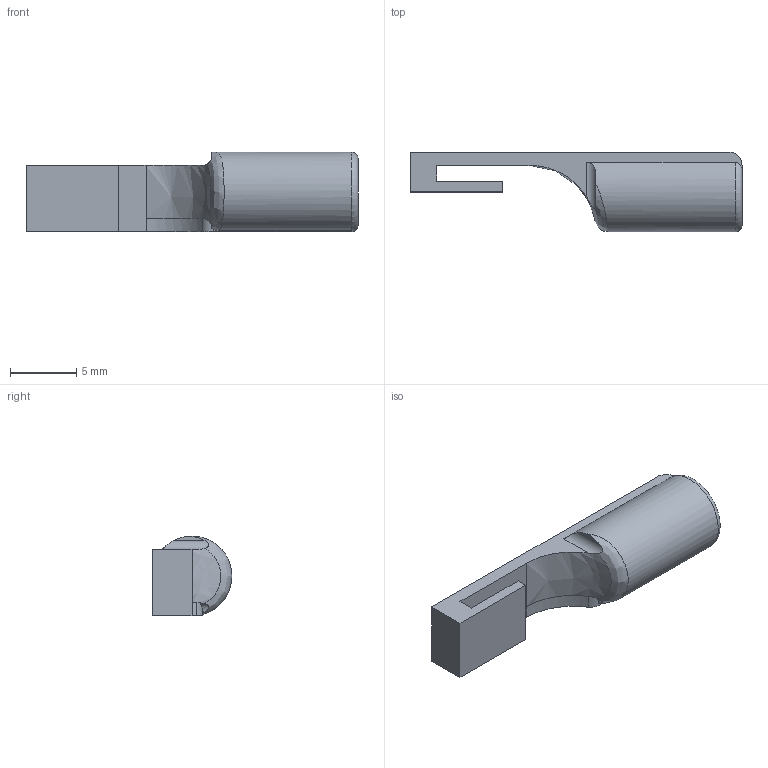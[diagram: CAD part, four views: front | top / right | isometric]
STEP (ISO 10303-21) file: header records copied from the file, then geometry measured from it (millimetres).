
FILE_DESCRIPTION(/* description */ (''),/* implementation_level */ '2;1');
FILE_NAME(/* name */ '1-Attaches_extremite_V v1.step',/* time_stamp */ '2023-06-05T13:50:45+02:00',/* author */ (''),/* organization */ (''),/* preprocessor_version */ 'ST-DEVELOPER v19.2',/* originating_system */ 'Autodesk Translation Framework v12.6.0.85',/* authorisation */ '');
FILE_SCHEMA (('AUTOMOTIVE_DESIGN { 1 0 10303 214 3 1 1 }'));
Length unit declared in the file: millimetre
Products named in the file (1): 1-Attaches_extremite_V
Bounding box: 25 x 6 x 6 mm (x, y, z)
Volume: 390.2 mm3; surface area: 633.3 mm2
Topology: 1 solids, 1 shells, 28 faces, 77 edges, 51 vertices
Faces by surface type: plane 16, cylinder 7, bspline 3, torus 2
Full cylindrical faces by diameter (mm): 3.2 x1
Entity records: 1292 total; most frequent: CARTESIAN_POINT 585, ORIENTED_EDGE 154, DIRECTION 119, EDGE_CURVE 77, VERTEX_POINT 51, LINE 41, VECTOR 41, AXIS2_PLACEMENT_3D 39
